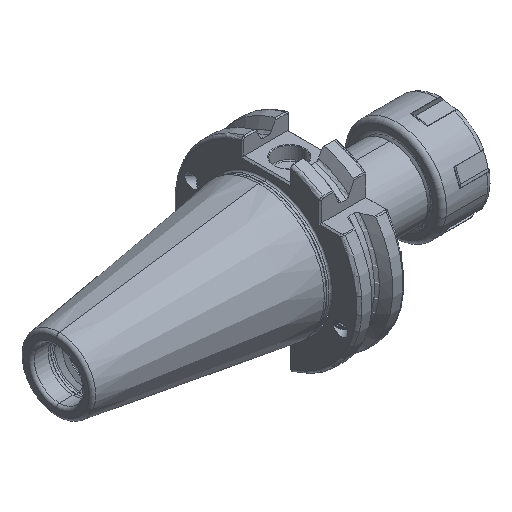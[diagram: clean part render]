
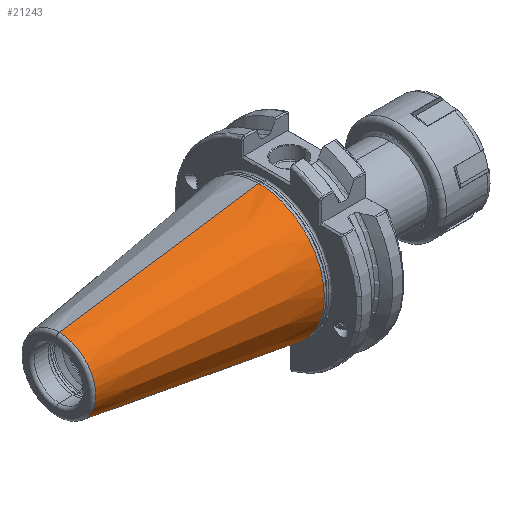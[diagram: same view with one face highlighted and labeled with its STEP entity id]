
A CAD part, isometric view. The second image highlights one B-rep face of the part: STEP entity #21243.
In plain terms, the highlighted conical face has half-angle 8.297 degrees and reference radius 22.692 mm.
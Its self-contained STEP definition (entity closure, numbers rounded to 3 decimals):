
#561 = CARTESIAN_POINT ( 'NONE',  ( -2.5, 0., 22.327 ) ) ;
#569 = CARTESIAN_POINT ( 'NONE',  ( -70.573, 0., 12.4 ) ) ;
#570 = CARTESIAN_POINT ( 'NONE',  ( -70.573, 0., -12.4 ) ) ;
#710 = CARTESIAN_POINT ( 'NONE',  ( -2.5, 0., -22.327 ) ) ;
#3523 = AXIS2_PLACEMENT_3D ( 'NONE', #16311, #16287, #16251 ) ;
#3602 = LINE ( 'NONE', #26570, #3605 ) ;
#3605 = VECTOR ( 'NONE', #26591, 1000. ) ;
#3712 = AXIS2_PLACEMENT_3D ( 'NONE', #15681, #15685, #15692 ) ;
#3734 = LINE ( 'NONE', #26643, #3752 ) ;
#3752 = VECTOR ( 'NONE', #26613, 1000. ) ;
#4274 = CIRCLE ( 'NONE', #3712, 22.327 ) ;
#4278 = CIRCLE ( 'NONE', #3523, 12.4 ) ;
#12755 = CONICAL_SURFACE ( 'NONE', #21628, 22.692, 0.145 ) ;
#12788 = FACE_OUTER_BOUND ( 'NONE', #22640, .T. ) ;
#15681 = CARTESIAN_POINT ( 'NONE',  ( -2.5, 0., 0. ) ) ;
#15685 = DIRECTION ( 'NONE',  ( 1., 0., 0. ) ) ;
#15692 = DIRECTION ( 'NONE',  ( 0., 0., -1. ) ) ;
#16251 = DIRECTION ( 'NONE',  ( 0., 0., 1. ) ) ;
#16287 = DIRECTION ( 'NONE',  ( 1., 0., 0. ) ) ;
#16311 = CARTESIAN_POINT ( 'NONE',  ( -70.573, 0., 0. ) ) ;
#20223 = ORIENTED_EDGE ( 'NONE', *, *, #22349, .F. ) ;
#20343 = ORIENTED_EDGE ( 'NONE', *, *, #22355, .T. ) ;
#20411 = ORIENTED_EDGE ( 'NONE', *, *, #22253, .F. ) ;
#20416 = ORIENTED_EDGE ( 'NONE', *, *, #22215, .T. ) ;
#21243 = ADVANCED_FACE ( 'NONE', ( #12788 ), #12755, .T. ) ;
#21628 = AXIS2_PLACEMENT_3D ( 'NONE', #24505, #24495, #24515 ) ;
#22215 = EDGE_CURVE ( 'NONE', #25214, #25177, #4278, .T. ) ;
#22253 = EDGE_CURVE ( 'NONE', #25202, #25312, #4274, .T. ) ;
#22349 = EDGE_CURVE ( 'NONE', #25214, #25202, #3602, .T. ) ;
#22355 = EDGE_CURVE ( 'NONE', #25177, #25312, #3734, .T. ) ;
#22640 = EDGE_LOOP ( 'NONE', ( #20223, #20416, #20343, #20411 ) ) ;
#24495 = DIRECTION ( 'NONE',  ( 1., 0., 0. ) ) ;
#24505 = CARTESIAN_POINT ( 'NONE',  ( 0., 0., 0. ) ) ;
#24515 = DIRECTION ( 'NONE',  ( 0., 0., -1. ) ) ;
#25177 = VERTEX_POINT ( 'NONE', #570 ) ;
#25202 = VERTEX_POINT ( 'NONE', #561 ) ;
#25214 = VERTEX_POINT ( 'NONE', #569 ) ;
#25312 = VERTEX_POINT ( 'NONE', #710 ) ;
#26570 = CARTESIAN_POINT ( 'NONE',  ( 0., 0., 22.692 ) ) ;
#26591 = DIRECTION ( 'NONE',  ( 0.99, 0., 0.144 ) ) ;
#26613 = DIRECTION ( 'NONE',  ( 0.99, 0., -0.144 ) ) ;
#26643 = CARTESIAN_POINT ( 'NONE',  ( 0., 0., -22.692 ) ) ;
